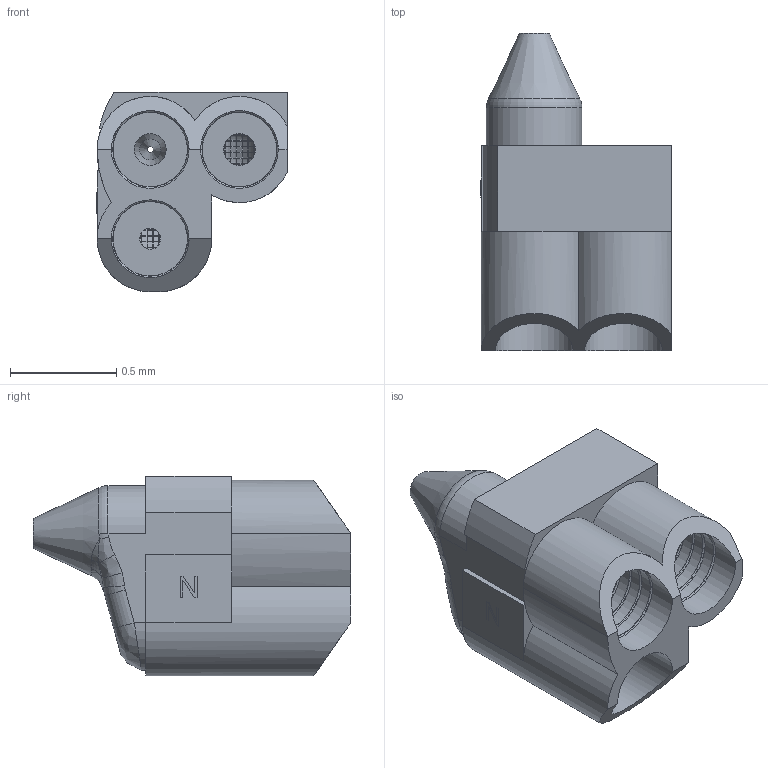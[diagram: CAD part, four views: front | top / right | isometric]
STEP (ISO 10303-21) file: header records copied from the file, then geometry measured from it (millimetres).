
FILE_DESCRIPTION(/* description */ (''),/* implementation_level */ '2;1');
FILE_NAME(/* name */ 'N3-D10000000954384-D10000000954384_A001.stp',/* time_stamp */ '2023-12-19T09:56:44+01:00',/* author */ (''),/* organization */ (''),/* preprocessor_version */ 'ST-DEVELOPER v18.1',/* originating_system */ 'SIEMENS PLM Software NX 2000',/* authorisation */ '');
FILE_SCHEMA (('AUTOMOTIVE_DESIGN { 1 0 10303 214 3 1 1 1 }'));
Length unit declared in the file: millimetre
Products named in the file (1): N3-D10000000954384-D10000000954384_A001
Bounding box: 0.9 x 1.5 x 0.94 mm (x, y, z)
Volume: 0.4 mm3; surface area: 9.1 mm2
Topology: 1 solids, 1 shells, 558 faces, 1679 edges, 1049 vertices
Faces by surface type: plane 361, bspline 73, cylinder 53, cone 48, torus 23
Full cylindrical faces by diameter (mm): 0.075 x1, 0.115 x1, 0.18 x1, 0.22 x1, 0.35 x1, 0.366 x15
Entity records: 20719 total; most frequent: CARTESIAN_POINT 6334, ORIENTED_EDGE 3188, DIRECTION 2627, EDGE_CURVE 1594, VERTEX_POINT 1034, LINE 971, VECTOR 971, AXIS2_PLACEMENT_3D 828
